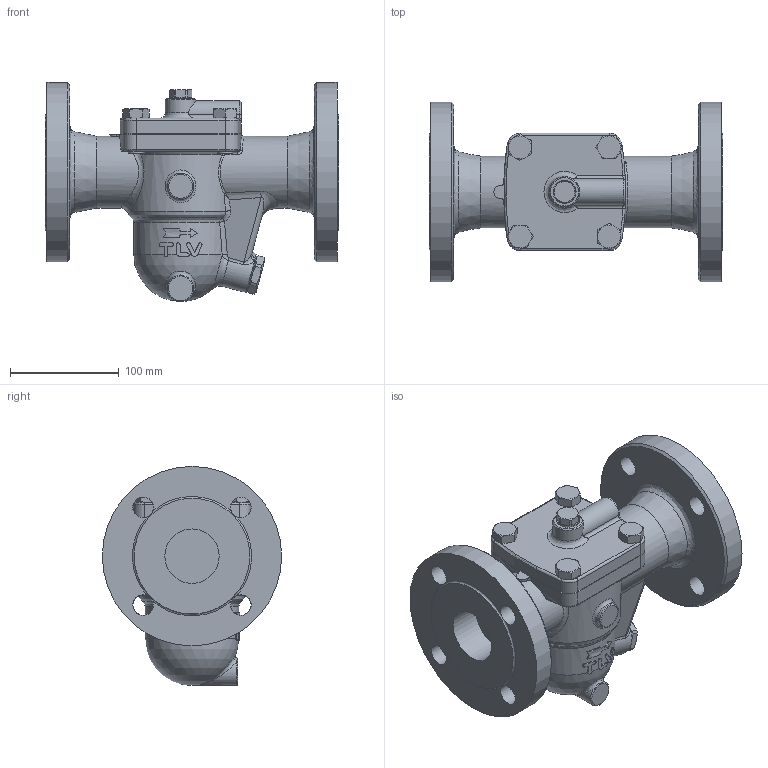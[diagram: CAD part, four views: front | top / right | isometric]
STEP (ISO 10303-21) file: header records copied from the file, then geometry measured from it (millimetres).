
FILE_DESCRIPTION((''),'2;1');
FILE_NAME('j5x00-050-a0250-00.stp','2009-10-30T11:30:40',('nakaot'),(''),'Autodesk Inventor 2008','Autodesk Inventor 2008','');
FILE_SCHEMA(('AUTOMOTIVE_DESIGN { 1 0 10303 214 1 1 1 1 }'));
Length unit declared in the file: millimetre
Products named in the file (1): j5x00-050-a0250-00
Bounding box: 270 x 165 x 201.5 mm (x, y, z)
Volume: 2542886.2 mm3; surface area: 229581.1 mm2
Topology: 1 solids, 1 shells, 334 faces, 843 edges, 515 vertices
Faces by surface type: plane 99, bspline 89, cylinder 66, cone 62, torus 17, sphere 1
Full cylindrical faces by diameter (mm): 14 x8, 21 x1, 24 x1, 28 x1, 50 x2, 66 x2, 77 x1, 165 x2
Entity records: 21804 total; most frequent: CARTESIAN_POINT 14887, ORIENTED_EDGE 1520, DIRECTION 1296, EDGE_CURVE 760, AXIS2_PLACEMENT_3D 575, VERTEX_POINT 484, EDGE_LOOP 414, FACE_OUTER_BOUND 334
